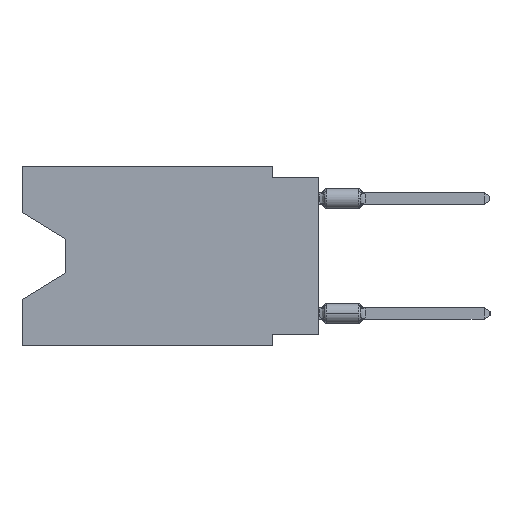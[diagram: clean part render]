
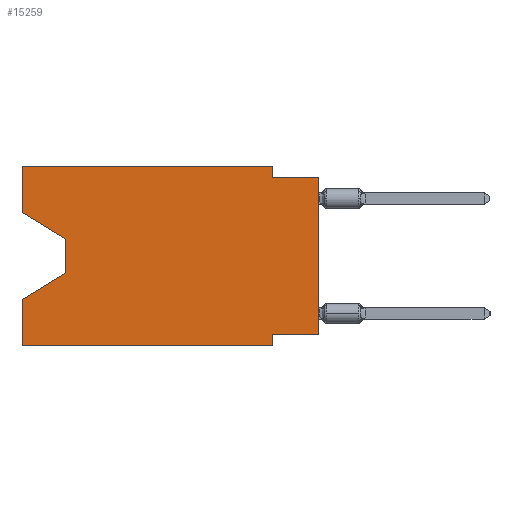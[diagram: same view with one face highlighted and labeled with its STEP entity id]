
A CAD part, left-side view. The second image highlights one B-rep face of the part: STEP entity #15259.
In plain terms, the highlighted planar face has unit normal (-1, 0, 0).
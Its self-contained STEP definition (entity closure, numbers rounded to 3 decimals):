
#873 = CARTESIAN_POINT ( 'NONE',  ( 0., 16.383, -9.906 ) ) ;
#1375 = LINE ( 'NONE', #33162, #2583 ) ;
#1577 = CARTESIAN_POINT ( 'NONE',  ( 0., 16.383, 0. ) ) ;
#2583 = VECTOR ( 'NONE', #12512, 1000. ) ;
#3322 = LINE ( 'NONE', #19604, #13712 ) ;
#3957 = DIRECTION ( 'NONE',  ( 0., -0.855, -0.519 ) ) ;
#5313 = VERTEX_POINT ( 'NONE', #873 ) ;
#6475 = VERTEX_POINT ( 'NONE', #26099 ) ;
#7208 = DIRECTION ( 'NONE',  ( 0., 0., -1. ) ) ;
#7383 = VECTOR ( 'NONE', #45565, 1000. ) ;
#7854 = DIRECTION ( 'NONE',  ( 0., 0., 1. ) ) ;
#7969 = DIRECTION ( 'NONE',  ( 1., 0., 0. ) ) ;
#8307 = VERTEX_POINT ( 'NONE', #21353 ) ;
#8581 = DIRECTION ( 'NONE',  ( 0., 1., 0. ) ) ;
#10219 = ORIENTED_EDGE ( 'NONE', *, *, #30050, .T. ) ;
#10747 = CARTESIAN_POINT ( 'NONE',  ( 0., 13.97, -5.893 ) ) ;
#11927 = CARTESIAN_POINT ( 'NONE',  ( 0., 0., 0. ) ) ;
#12210 = ORIENTED_EDGE ( 'NONE', *, *, #42025, .F. ) ;
#12288 = ORIENTED_EDGE ( 'NONE', *, *, #26878, .F. ) ;
#12398 = EDGE_CURVE ( 'NONE', #49262, #6475, #50092, .T. ) ;
#12466 = EDGE_LOOP ( 'NONE', ( #21511, #18152, #24603, #24376, #33071, #12288, #51736, #10219, #39261, #12210, #39429, #14498 ) ) ;
#12512 = DIRECTION ( 'NONE',  ( 0., -1., 0. ) ) ;
#13712 = VECTOR ( 'NONE', #40773, 1000. ) ;
#14293 = CARTESIAN_POINT ( 'NONE',  ( 0., 2.54, 0. ) ) ;
#14388 = LINE ( 'NONE', #42362, #30095 ) ;
#14498 = ORIENTED_EDGE ( 'NONE', *, *, #34617, .F. ) ;
#14499 = VECTOR ( 'NONE', #32667, 1000. ) ;
#14500 = CARTESIAN_POINT ( 'NONE',  ( 0., 16.383, -7.36 ) ) ;
#14726 = EDGE_CURVE ( 'NONE', #45357, #25020, #1375, .T. ) ;
#14995 = VECTOR ( 'NONE', #8581, 1000. ) ;
#15259 = ADVANCED_FACE ( 'NONE', ( #20749 ), #37044, .F. ) ;
#15780 = CARTESIAN_POINT ( 'NONE',  ( 0., 16.383, 0. ) ) ;
#17159 = VERTEX_POINT ( 'NONE', #21747 ) ;
#18152 = ORIENTED_EDGE ( 'NONE', *, *, #38889, .T. ) ;
#19604 = CARTESIAN_POINT ( 'NONE',  ( 0., 13.97, -4.013 ) ) ;
#20068 = LINE ( 'NONE', #11927, #44905 ) ;
#20588 = CARTESIAN_POINT ( 'NONE',  ( 0., 16.383, -9.906 ) ) ;
#20749 = FACE_OUTER_BOUND ( 'NONE', #12466, .T. ) ;
#20815 = CARTESIAN_POINT ( 'NONE',  ( 0., 0., -9.271 ) ) ;
#20878 = LINE ( 'NONE', #50416, #7383 ) ;
#21353 = CARTESIAN_POINT ( 'NONE',  ( 0., 2.54, -9.906 ) ) ;
#21511 = ORIENTED_EDGE ( 'NONE', *, *, #53497, .T. ) ;
#21747 = CARTESIAN_POINT ( 'NONE',  ( 0., 0., -0.635 ) ) ;
#23054 = CARTESIAN_POINT ( 'NONE',  ( 0., 2.54, -0.635 ) ) ;
#23166 = CARTESIAN_POINT ( 'NONE',  ( 0., 2.54, -9.906 ) ) ;
#24376 = ORIENTED_EDGE ( 'NONE', *, *, #34717, .F. ) ;
#24603 = ORIENTED_EDGE ( 'NONE', *, *, #35456, .T. ) ;
#25020 = VERTEX_POINT ( 'NONE', #30213 ) ;
#26099 = CARTESIAN_POINT ( 'NONE',  ( 0., 2.54, -9.271 ) ) ;
#26287 = CARTESIAN_POINT ( 'NONE',  ( 0., 16.383, 0. ) ) ;
#26878 = EDGE_CURVE ( 'NONE', #6475, #8307, #27241, .T. ) ;
#27109 = AXIS2_PLACEMENT_3D ( 'NONE', #41369, #7969, #37308 ) ;
#27241 = LINE ( 'NONE', #23166, #14499 ) ;
#28267 = VECTOR ( 'NONE', #43089, 1000. ) ;
#29325 = VERTEX_POINT ( 'NONE', #10747 ) ;
#30050 = EDGE_CURVE ( 'NONE', #49262, #17159, #20068, .T. ) ;
#30095 = VECTOR ( 'NONE', #30699, 1000. ) ;
#30213 = CARTESIAN_POINT ( 'NONE',  ( 0., 2.54, 0. ) ) ;
#30699 = DIRECTION ( 'NONE',  ( 0., 0.855, -0.519 ) ) ;
#32667 = DIRECTION ( 'NONE',  ( 0., 0., -1. ) ) ;
#32818 = DIRECTION ( 'NONE',  ( 0., -1., 0. ) ) ;
#33015 = LINE ( 'NONE', #49527, #41095 ) ;
#33071 = ORIENTED_EDGE ( 'NONE', *, *, #53517, .T. ) ;
#33162 = CARTESIAN_POINT ( 'NONE',  ( 0., 16.383, 0. ) ) ;
#33507 = VECTOR ( 'NONE', #33897, 1000. ) ;
#33897 = DIRECTION ( 'NONE',  ( 0., 0., 1. ) ) ;
#34158 = LINE ( 'NONE', #26287, #28267 ) ;
#34617 = EDGE_CURVE ( 'NONE', #38061, #45357, #34158, .T. ) ;
#34717 = EDGE_CURVE ( 'NONE', #5313, #42326, #38763, .T. ) ;
#34930 = LINE ( 'NONE', #14293, #48726 ) ;
#35456 = EDGE_CURVE ( 'NONE', #29325, #42326, #14388, .T. ) ;
#35821 = CARTESIAN_POINT ( 'NONE',  ( 0., 13.97, -4.013 ) ) ;
#36906 = VERTEX_POINT ( 'NONE', #35821 ) ;
#37044 = PLANE ( 'NONE',  #27109 ) ;
#37308 = DIRECTION ( 'NONE',  ( 0., 0., -1. ) ) ;
#38061 = VERTEX_POINT ( 'NONE', #45514 ) ;
#38763 = LINE ( 'NONE', #1577, #33507 ) ;
#38889 = EDGE_CURVE ( 'NONE', #36906, #29325, #3322, .T. ) ;
#39261 = ORIENTED_EDGE ( 'NONE', *, *, #53323, .F. ) ;
#39429 = ORIENTED_EDGE ( 'NONE', *, *, #14726, .F. ) ;
#40773 = DIRECTION ( 'NONE',  ( 0., 0., -1. ) ) ;
#41095 = VECTOR ( 'NONE', #3957, 1000. ) ;
#41369 = CARTESIAN_POINT ( 'NONE',  ( 0., 16.383, 0. ) ) ;
#42025 = EDGE_CURVE ( 'NONE', #25020, #49014, #34930, .T. ) ;
#42326 = VERTEX_POINT ( 'NONE', #14500 ) ;
#42362 = CARTESIAN_POINT ( 'NONE',  ( 0., 13.97, -5.893 ) ) ;
#43089 = DIRECTION ( 'NONE',  ( 0., 0., 1. ) ) ;
#44905 = VECTOR ( 'NONE', #7854, 1000. ) ;
#45357 = VERTEX_POINT ( 'NONE', #15780 ) ;
#45514 = CARTESIAN_POINT ( 'NONE',  ( 0., 16.383, -2.546 ) ) ;
#45565 = DIRECTION ( 'NONE',  ( 0., -1., 0. ) ) ;
#46072 = CARTESIAN_POINT ( 'NONE',  ( 0., 0., -9.271 ) ) ;
#48007 = VECTOR ( 'NONE', #32818, 1000. ) ;
#48726 = VECTOR ( 'NONE', #7208, 1000. ) ;
#49014 = VERTEX_POINT ( 'NONE', #23054 ) ;
#49262 = VERTEX_POINT ( 'NONE', #46072 ) ;
#49527 = CARTESIAN_POINT ( 'NONE',  ( 0., 16.383, -2.546 ) ) ;
#50092 = LINE ( 'NONE', #20815, #14995 ) ;
#50416 = CARTESIAN_POINT ( 'NONE',  ( 0., 0., -0.635 ) ) ;
#51736 = ORIENTED_EDGE ( 'NONE', *, *, #12398, .F. ) ;
#53323 = EDGE_CURVE ( 'NONE', #49014, #17159, #20878, .T. ) ;
#53401 = LINE ( 'NONE', #20588, #48007 ) ;
#53497 = EDGE_CURVE ( 'NONE', #38061, #36906, #33015, .T. ) ;
#53517 = EDGE_CURVE ( 'NONE', #5313, #8307, #53401, .T. ) ;
